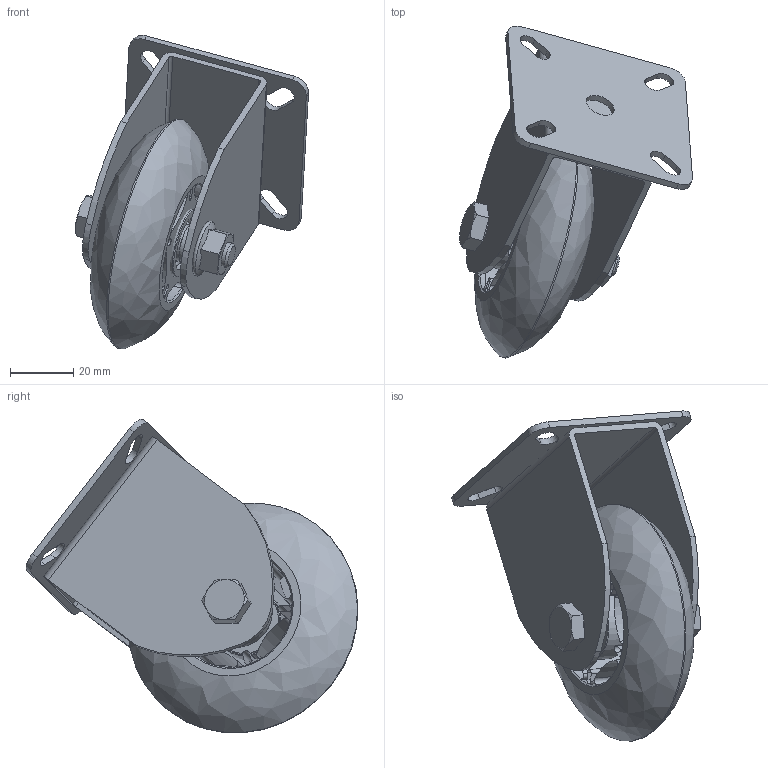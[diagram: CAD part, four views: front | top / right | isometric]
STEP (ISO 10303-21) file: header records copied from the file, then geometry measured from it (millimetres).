
FILE_DESCRIPTION(/* description */ (''),/* implementation_level */ '2;1');
FILE_NAME(/* name */ 'BKP075KUPL.stp',/* time_stamp */ '2015-02-12T15:32:55+01:00',/* author */ ('Räder Busch'),/* organization */ (''),/* preprocessor_version */ 'ST-DEVELOPER v15.6',/* originating_system */ 'Autodesk Inventor 2015',/* authorisation */ '');
FILE_SCHEMA (('AUTOMOTIVE_DESIGN { 1 0 10303 214 3 1 1 }'));
Length unit declared in the file: millimetre
Products named in the file (8): inliner_RAD_75; DIN 625 SKF - SKF 627-2Z; Rolle_BKP075KUPL_ZSB; BKP075KUPL_Platte_60_60; DIN 931-1 - M8 x 45; DIN EN 1661 - M8; Buchse_12x3_5; BKP075KUPL
Bounding box: 73.54 x 104.7 x 98.84 mm (x, y, z)
Volume: 93267.4 mm3; surface area: 45312.5 mm2
Topology: 8 solids, 8 shells, 205 faces, 603 edges, 386 vertices
Faces by surface type: cylinder 77, plane 68, torus 30, cone 18, sphere 10, bspline 2
Full cylindrical faces by diameter (mm): 6.647 x1, 7 x2, 8 x1, 8.2 x4, 9.5 x1, 10 x1, 11.6 x1, 11.8 x6, 17.2 x4, 21 x2, 22 x2
Entity records: 6133 total; most frequent: CARTESIAN_POINT 1595, DIRECTION 958, ORIENTED_EDGE 894, EDGE_CURVE 447, AXIS2_PLACEMENT_3D 402, VERTEX_POINT 301, EDGE_LOOP 236, CIRCLE 215
